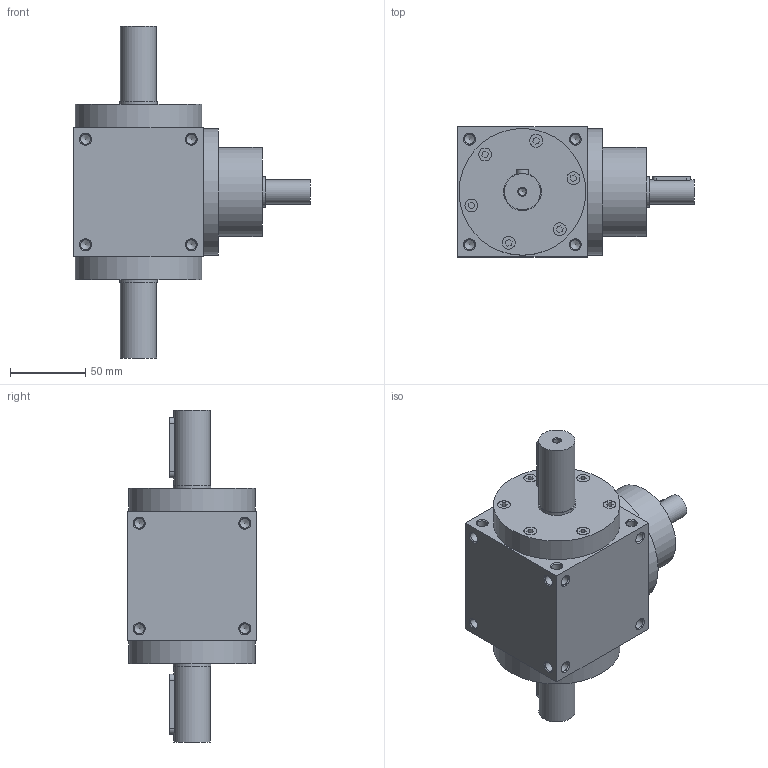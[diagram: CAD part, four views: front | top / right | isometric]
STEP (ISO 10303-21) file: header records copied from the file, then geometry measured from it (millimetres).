
FILE_DESCRIPTION( ( 'STEP AP214' ), ' ' );
FILE_NAME( 'RS86_S2_R.1_1.5.stp', '2017-10-01T14:03:32', ( '' ), ( '' ), ' ', 'PARTsolutions', ' ' );
FILE_SCHEMA( ( 'AUTOMOTIVE_DESIGN { 1 0 10303 214 1 1 1 1 }' ) );
Length unit declared in the file: millimetre
Products named in the file (4): RS86_S2_R.1/1.5; _RS862-case; _RC86-shaft; _RS86-proshaft
Assembly tree (4 placements, depth 2):
  RS86_S2_R.1/1.5
    _RS862-case
    _RC86-shaft
    _RS86-proshaft  x2
Bounding box: 157 x 86 x 220 mm (x, y, z)
Volume: 974661.5 mm3; surface area: 105442.1 mm2
Topology: 4 solids, 4 shells, 314 faces, 827 edges, 536 vertices
Faces by surface type: plane 173, cylinder 87, cone 54
Full cylindrical faces by diameter (mm): 4.917 x3, 6.647 x48, 8.5 x18, 16 x1, 20 x2, 24 x2, 25 x3, 59 x1, 84 x3
Entity records: 10728 total; most frequent: CARTESIAN_POINT 1488, DIRECTION 1432, ORIENTED_EDGE 1180, EDGE_CURVE 590, AXIS2_PLACEMENT_3D 540, EDGE_LOOP 478, VERTEX_POINT 464, FACE_OUTER_BOUND 379
